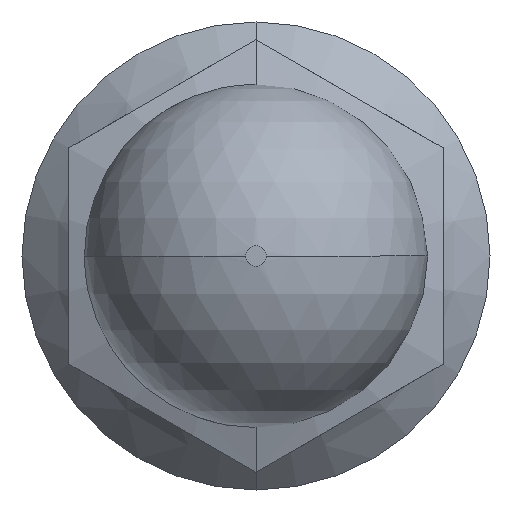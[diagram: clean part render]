
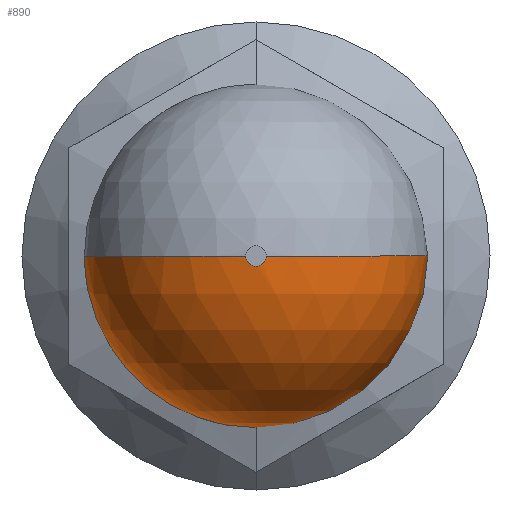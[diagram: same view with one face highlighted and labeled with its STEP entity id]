
A CAD part, front view. The second image highlights one B-rep face of the part: STEP entity #890.
In plain terms, the highlighted spherical face has radius 11 mm.
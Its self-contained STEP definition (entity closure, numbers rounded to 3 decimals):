
#102 = EDGE_CURVE ( 'NONE', #1177, #1228, #944, .T. ) ;
#107 = EDGE_CURVE ( 'NONE', #1304, #1196, #912, .T. ) ;
#133 = DIRECTION ( 'NONE',  ( 0., 0., 1. ) ) ;
#143 = AXIS2_PLACEMENT_3D ( 'NONE', #1053, #1050, #1044 ) ;
#151 = ORIENTED_EDGE ( 'NONE', *, *, #224, .T. ) ;
#174 = DIRECTION ( 'NONE',  ( 0., 0., 1. ) ) ;
#175 = DIRECTION ( 'NONE',  ( 1., 0., 0. ) ) ;
#179 = CARTESIAN_POINT ( 'NONE',  ( 0., -21.047, 0. ) ) ;
#182 = DIRECTION ( 'NONE',  ( 0., 1., 0. ) ) ;
#194 = AXIS2_PLACEMENT_3D ( 'NONE', #1335, #1331, #1324 ) ;
#198 = CARTESIAN_POINT ( 'NONE',  ( 0., -21.047, 0. ) ) ;
#217 = AXIS2_PLACEMENT_3D ( 'NONE', #1251, #1274, #1209 ) ;
#219 = DIRECTION ( 'NONE',  ( -1., 0., 0. ) ) ;
#223 = DIRECTION ( 'NONE',  ( 0., 0., -1. ) ) ;
#224 = EDGE_CURVE ( 'NONE', #1177, #1199, #858, .T. ) ;
#231 = CARTESIAN_POINT ( 'NONE',  ( 0., -13., 0. ) ) ;
#236 = AXIS2_PLACEMENT_3D ( 'NONE', #198, #133, #175 ) ;
#320 = ORIENTED_EDGE ( 'NONE', *, *, #815, .F. ) ;
#356 = EDGE_LOOP ( 'NONE', ( #1003, #151, #1294, #1055, #320 ) ) ;
#472 = FACE_OUTER_BOUND ( 'NONE', #356, .T. ) ;
#496 = CARTESIAN_POINT ( 'NONE',  ( 0., -13., -7.5 ) ) ;
#511 = CIRCLE ( 'NONE', #1134, 7.5 ) ;
#516 = CIRCLE ( 'NONE', #1136, 11. ) ;
#563 = CARTESIAN_POINT ( 'NONE',  ( 7.5, -13., 0. ) ) ;
#586 = CARTESIAN_POINT ( 'NONE',  ( -7.5, -13., 0. ) ) ;
#609 = CARTESIAN_POINT ( 'NONE',  ( 0.663, -32.027, 0. ) ) ;
#783 = SPHERICAL_SURFACE ( 'NONE', #217, 11. ) ;
#812 = EDGE_CURVE ( 'NONE', #1199, #1196, #516, .T. ) ;
#815 = EDGE_CURVE ( 'NONE', #1228, #1304, #511, .T. ) ;
#858 = CIRCLE ( 'NONE', #143, 0.663 ) ;
#890 = ADVANCED_FACE ( 'NONE', ( #472 ), #783, .T. ) ;
#912 = CIRCLE ( 'NONE', #194, 7.5 ) ;
#944 = CIRCLE ( 'NONE', #236, 11. ) ;
#1003 = ORIENTED_EDGE ( 'NONE', *, *, #102, .F. ) ;
#1044 = DIRECTION ( 'NONE',  ( 0., 0., 1. ) ) ;
#1050 = DIRECTION ( 'NONE',  ( 0., 1., 0. ) ) ;
#1053 = CARTESIAN_POINT ( 'NONE',  ( 0., -32.027, 0. ) ) ;
#1055 = ORIENTED_EDGE ( 'NONE', *, *, #107, .F. ) ;
#1134 = AXIS2_PLACEMENT_3D ( 'NONE', #231, #182, #174 ) ;
#1136 = AXIS2_PLACEMENT_3D ( 'NONE', #179, #223, #219 ) ;
#1177 = VERTEX_POINT ( 'NONE', #609 ) ;
#1196 = VERTEX_POINT ( 'NONE', #586 ) ;
#1199 = VERTEX_POINT ( 'NONE', #1214 ) ;
#1209 = DIRECTION ( 'NONE',  ( -1., 0., 0. ) ) ;
#1214 = CARTESIAN_POINT ( 'NONE',  ( -0.663, -32.027, 0. ) ) ;
#1228 = VERTEX_POINT ( 'NONE', #563 ) ;
#1251 = CARTESIAN_POINT ( 'NONE',  ( 0., -21.047, 0. ) ) ;
#1274 = DIRECTION ( 'NONE',  ( 0., 0., 1. ) ) ;
#1294 = ORIENTED_EDGE ( 'NONE', *, *, #812, .T. ) ;
#1304 = VERTEX_POINT ( 'NONE', #496 ) ;
#1324 = DIRECTION ( 'NONE',  ( 0., 0., 1. ) ) ;
#1331 = DIRECTION ( 'NONE',  ( 0., 1., 0. ) ) ;
#1335 = CARTESIAN_POINT ( 'NONE',  ( 0., -13., 0. ) ) ;
